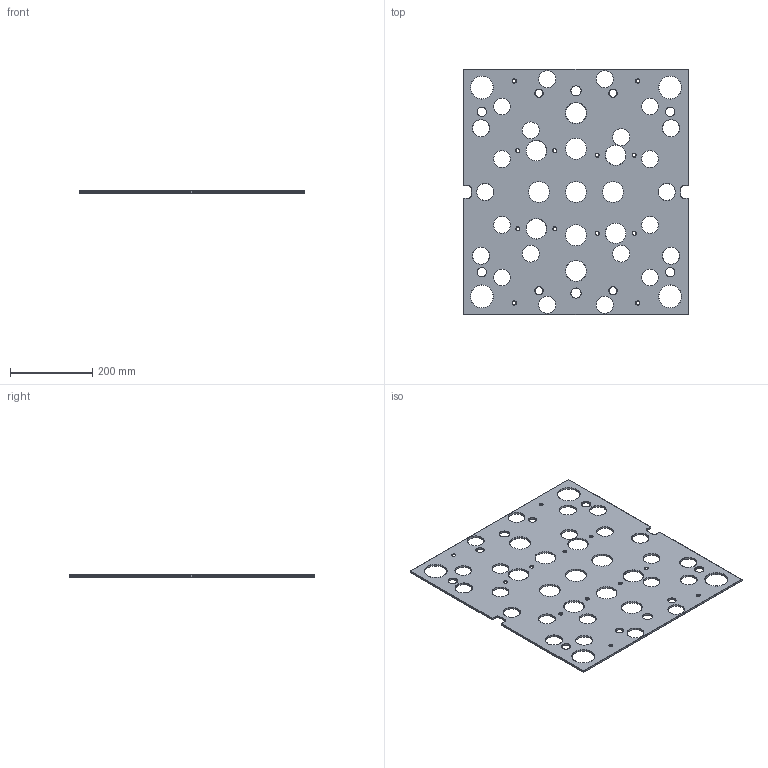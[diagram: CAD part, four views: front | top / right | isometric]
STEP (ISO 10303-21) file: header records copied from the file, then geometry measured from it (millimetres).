
FILE_DESCRIPTION((''),'2;1');
FILE_NAME('DS_ISO_PLATTEN-10035','2026-01-16T10:34:37',('HP'),(''),'CREO PARAMETRIC BY PTC INC, 2020354','CREO PARAMETRIC BY PTC INC, 2020354','');
FILE_SCHEMA(('AP203_CONFIGURATION_CONTROLLED_3D_DESIGN_OF_MECHANICAL_PARTS_AND_ASSEMBLIES_MIM_LF { 1 0 10303 403 2 1 2 }'));
Length unit declared in the file: millimetre
Products named in the file (1): DS_ISO_PLATTEN-10035
Bounding box: 546 x 596 x 5 mm (x, y, z)
Volume: 1293500.8 mm3; surface area: 558615.3 mm2
Topology: 1 solids, 1 shells, 320 faces, 814 edges, 496 vertices
Faces by surface type: cone 160, cylinder 122, plane 38
Entity records: 14795 total; most frequent: DIRECTION 1904, CARTESIAN_POINT 1633, ORIENTED_EDGE 1628, PRESENTATION_STYLE_ASSIGNMENT 1135, STYLED_ITEM 815, CURVE_STYLE 814, EDGE_CURVE 814, AXIS2_PLACEMENT_3D 769
